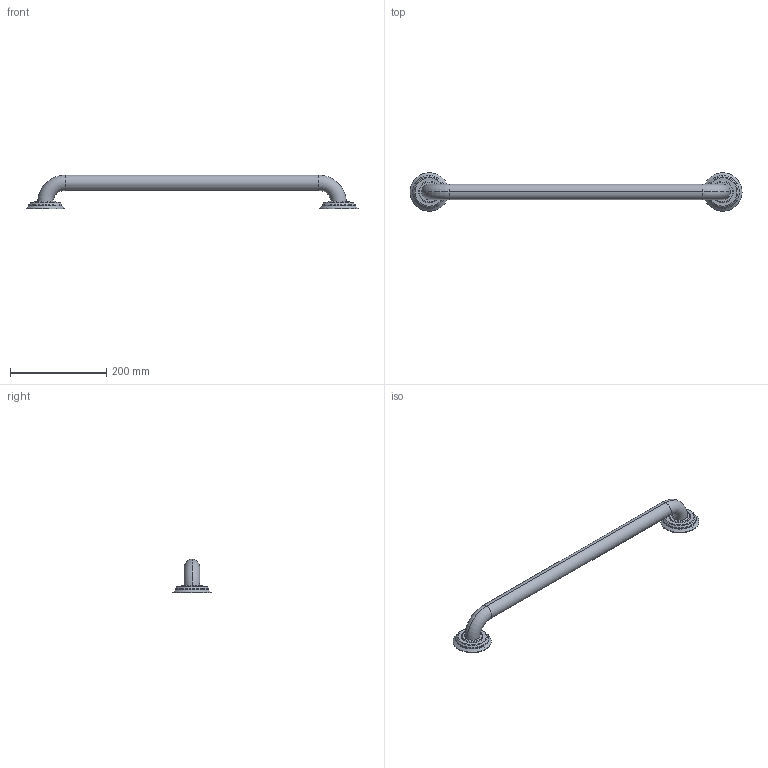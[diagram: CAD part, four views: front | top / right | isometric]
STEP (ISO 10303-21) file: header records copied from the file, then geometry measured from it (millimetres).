
FILE_DESCRIPTION((''),'2;1');
FILE_NAME('2400-3924','2021-07-09T17:22:32',('jinson.thomas'),(''),'CREO PARAMETRIC BY PTC INC, 2018400','CREO PARAMETRIC BY PTC INC, 2018400','');
FILE_SCHEMA(('CONFIG_CONTROL_DESIGN'));
Length unit declared in the file: inch
Products named in the file (1): 2400-3924
Bounding box: 689.69 x 80.09 x 69.85 mm (x, y, z)
Volume: 626325.2 mm3; surface area: 87120.4 mm2
Topology: 1 solids, 1 shells, 44 faces, 86 edges, 48 vertices
Faces by surface type: torus 24, cone 8, cylinder 6, plane 6
Entity records: 1298 total; most frequent: CARTESIAN_POINT 310, DIRECTION 238, ORIENTED_EDGE 172, AXIS2_PLACEMENT_3D 112, EDGE_CURVE 86, CIRCLE 68, VERTEX_POINT 48, EDGE_LOOP 48
